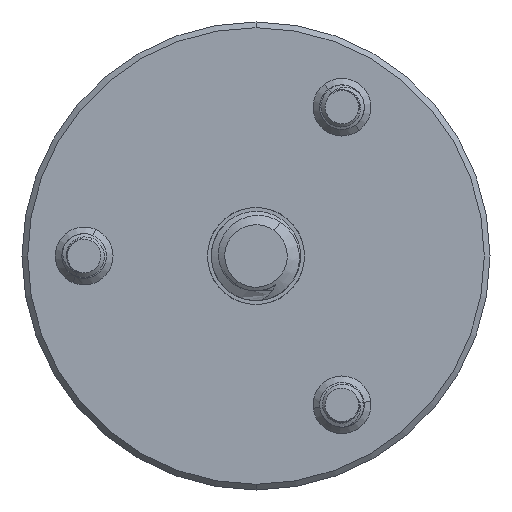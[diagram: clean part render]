
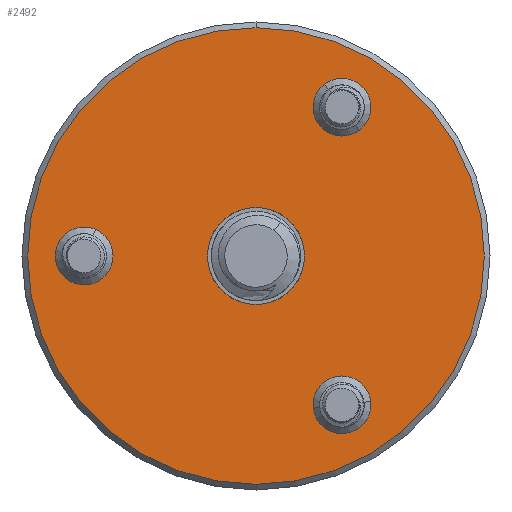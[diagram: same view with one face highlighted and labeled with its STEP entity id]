
A CAD part, front view. The second image highlights one B-rep face of the part: STEP entity #2492.
In plain terms, the highlighted planar face has unit normal (0, -1, 0).
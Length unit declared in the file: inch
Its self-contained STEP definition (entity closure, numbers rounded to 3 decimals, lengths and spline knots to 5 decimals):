
#72 = EDGE_CURVE ( 'NONE', #12383, #14466, #10297, .T. ) ;
#219 = DIRECTION ( 'NONE',  ( 0., 1., 0. ) ) ;
#334 = AXIS2_PLACEMENT_3D ( 'NONE', #11814, #4676, #13038 ) ;
#364 = ORIENTED_EDGE ( 'NONE', *, *, #4874, .T. ) ;
#410 = DIRECTION ( 'NONE',  ( 0., -1., 0. ) ) ;
#539 = VERTEX_POINT ( 'NONE', #5654 ) ;
#700 = EDGE_LOOP ( 'NONE', ( #364, #13746 ) ) ;
#1021 = DIRECTION ( 'NONE',  ( 0., 0., 1. ) ) ;
#1066 = CARTESIAN_POINT ( 'NONE',  ( 0.2275, 0., -0.47054 ) ) ;
#1327 = ORIENTED_EDGE ( 'NONE', *, *, #9171, .T. ) ;
#1386 = CARTESIAN_POINT ( 'NONE',  ( 0., 0., 0.1285 ) ) ;
#1400 = CARTESIAN_POINT ( 'NONE',  ( 0.2275, 0., 0.31754 ) ) ;
#1420 = EDGE_CURVE ( 'NONE', #14466, #12383, #5812, .T. ) ;
#1541 = VERTEX_POINT ( 'NONE', #3741 ) ;
#1954 = FACE_BOUND ( 'NONE', #700, .T. ) ;
#2406 = DIRECTION ( 'NONE',  ( 0., 1., 0. ) ) ;
#2492 = ADVANCED_FACE ( 'NONE', ( #5053, #11393, #8255, #1954, #14217 ), #9492, .F. ) ;
#2594 = VERTEX_POINT ( 'NONE', #6997 ) ;
#2950 = AXIS2_PLACEMENT_3D ( 'NONE', #9566, #9071, #9086 ) ;
#3290 = ORIENTED_EDGE ( 'NONE', *, *, #1420, .T. ) ;
#3405 = AXIS2_PLACEMENT_3D ( 'NONE', #11281, #4138, #12469 ) ;
#3415 = DIRECTION ( 'NONE',  ( 0., -1., 0. ) ) ;
#3563 = CIRCLE ( 'NONE', #8620, 0.0765 ) ;
#3575 = EDGE_CURVE ( 'NONE', #539, #3846, #11929, .T. ) ;
#3741 = CARTESIAN_POINT ( 'NONE',  ( -0.455, 0., 0.0765 ) ) ;
#3816 = AXIS2_PLACEMENT_3D ( 'NONE', #15246, #8108, #1021 ) ;
#3846 = VERTEX_POINT ( 'NONE', #11167 ) ;
#4138 = DIRECTION ( 'NONE',  ( 0., 1., 0. ) ) ;
#4372 = DIRECTION ( 'NONE',  ( 0., 1., 0. ) ) ;
#4676 = DIRECTION ( 'NONE',  ( 0., 1., 0. ) ) ;
#4764 = DIRECTION ( 'NONE',  ( 0., 0., 1. ) ) ;
#4874 = EDGE_CURVE ( 'NONE', #8424, #5727, #13798, .T. ) ;
#4907 = CARTESIAN_POINT ( 'NONE',  ( 0., 0., 0. ) ) ;
#5053 = FACE_OUTER_BOUND ( 'NONE', #6565, .T. ) ;
#5279 = VERTEX_POINT ( 'NONE', #1066 ) ;
#5654 = CARTESIAN_POINT ( 'NONE',  ( 0., 0., 0.6045 ) ) ;
#5702 = ORIENTED_EDGE ( 'NONE', *, *, #72, .T. ) ;
#5727 = VERTEX_POINT ( 'NONE', #1400 ) ;
#5809 = CARTESIAN_POINT ( 'NONE',  ( 0.2275, 0., 0.39404 ) ) ;
#5812 = CIRCLE ( 'NONE', #6600, 0.1285 ) ;
#5894 = CIRCLE ( 'NONE', #11141, 0.6045 ) ;
#6565 = EDGE_LOOP ( 'NONE', ( #11464, #12212 ) ) ;
#6600 = AXIS2_PLACEMENT_3D ( 'NONE', #14752, #9975, #7637 ) ;
#6899 = AXIS2_PLACEMENT_3D ( 'NONE', #4907, #4372, #4764 ) ;
#6997 = CARTESIAN_POINT ( 'NONE',  ( -0.455, 0., -0.0765 ) ) ;
#7024 = DIRECTION ( 'NONE',  ( 0., 0., 1. ) ) ;
#7086 = CIRCLE ( 'NONE', #3405, 0.0765 ) ;
#7328 = CARTESIAN_POINT ( 'NONE',  ( -0.455, 0., 0. ) ) ;
#7526 = CARTESIAN_POINT ( 'NONE',  ( 0., 0., 0. ) ) ;
#7637 = DIRECTION ( 'NONE',  ( 0., 0., 1. ) ) ;
#7745 = AXIS2_PLACEMENT_3D ( 'NONE', #7328, #219, #8506 ) ;
#7851 = EDGE_LOOP ( 'NONE', ( #5702, #3290 ) ) ;
#7938 = EDGE_CURVE ( 'NONE', #5727, #8424, #9896, .T. ) ;
#8042 = EDGE_CURVE ( 'NONE', #2594, #1541, #3563, .T. ) ;
#8108 = DIRECTION ( 'NONE',  ( 0., 1., 0. ) ) ;
#8255 = FACE_BOUND ( 'NONE', #14898, .T. ) ;
#8424 = VERTEX_POINT ( 'NONE', #10622 ) ;
#8506 = DIRECTION ( 'NONE',  ( 0., 0., 1. ) ) ;
#8620 = AXIS2_PLACEMENT_3D ( 'NONE', #9503, #2406, #10681 ) ;
#8692 = DIRECTION ( 'NONE',  ( 0., 0., 1. ) ) ;
#9071 = DIRECTION ( 'NONE',  ( 0., 1., 0. ) ) ;
#9086 = DIRECTION ( 'NONE',  ( 0., 0., 1. ) ) ;
#9171 = EDGE_CURVE ( 'NONE', #9987, #5279, #9897, .T. ) ;
#9492 = PLANE ( 'NONE',  #2950 ) ;
#9503 = CARTESIAN_POINT ( 'NONE',  ( -0.455, 0., 0. ) ) ;
#9566 = CARTESIAN_POINT ( 'NONE',  ( 0., 0., 0. ) ) ;
#9797 = ORIENTED_EDGE ( 'NONE', *, *, #11162, .T. ) ;
#9896 = CIRCLE ( 'NONE', #3816, 0.0765 ) ;
#9897 = CIRCLE ( 'NONE', #334, 0.0765 ) ;
#9975 = DIRECTION ( 'NONE',  ( 0., 1., 0. ) ) ;
#9987 = VERTEX_POINT ( 'NONE', #11030 ) ;
#10297 = CIRCLE ( 'NONE', #6899, 0.1285 ) ;
#10540 = CARTESIAN_POINT ( 'NONE',  ( 0., 0., 0. ) ) ;
#10622 = CARTESIAN_POINT ( 'NONE',  ( 0.2275, 0., 0.47054 ) ) ;
#10681 = DIRECTION ( 'NONE',  ( 0., 0., 1. ) ) ;
#10879 = CARTESIAN_POINT ( 'NONE',  ( 0., 0., -0.1285 ) ) ;
#11030 = CARTESIAN_POINT ( 'NONE',  ( 0.2275, 0., -0.31754 ) ) ;
#11141 = AXIS2_PLACEMENT_3D ( 'NONE', #7526, #410, #8692 ) ;
#11162 = EDGE_CURVE ( 'NONE', #1541, #2594, #14562, .T. ) ;
#11167 = CARTESIAN_POINT ( 'NONE',  ( 0., 0., -0.6045 ) ) ;
#11281 = CARTESIAN_POINT ( 'NONE',  ( 0.2275, 0., -0.39404 ) ) ;
#11368 = EDGE_CURVE ( 'NONE', #5279, #9987, #7086, .T. ) ;
#11393 = FACE_BOUND ( 'NONE', #7851, .T. ) ;
#11464 = ORIENTED_EDGE ( 'NONE', *, *, #3575, .T. ) ;
#11477 = ORIENTED_EDGE ( 'NONE', *, *, #11368, .T. ) ;
#11750 = DIRECTION ( 'NONE',  ( 0., 0., 1. ) ) ;
#11814 = CARTESIAN_POINT ( 'NONE',  ( 0.2275, 0., -0.39404 ) ) ;
#11929 = CIRCLE ( 'NONE', #12927, 0.6045 ) ;
#12196 = EDGE_LOOP ( 'NONE', ( #9797, #15316 ) ) ;
#12212 = ORIENTED_EDGE ( 'NONE', *, *, #14989, .T. ) ;
#12383 = VERTEX_POINT ( 'NONE', #1386 ) ;
#12469 = DIRECTION ( 'NONE',  ( 0., 0., 1. ) ) ;
#12927 = AXIS2_PLACEMENT_3D ( 'NONE', #10540, #3415, #11750 ) ;
#13038 = DIRECTION ( 'NONE',  ( 0., 0., 1. ) ) ;
#13746 = ORIENTED_EDGE ( 'NONE', *, *, #7938, .T. ) ;
#13798 = CIRCLE ( 'NONE', #14276, 0.0765 ) ;
#14167 = DIRECTION ( 'NONE',  ( 0., 1., 0. ) ) ;
#14217 = FACE_BOUND ( 'NONE', #12196, .T. ) ;
#14276 = AXIS2_PLACEMENT_3D ( 'NONE', #5809, #14167, #7024 ) ;
#14466 = VERTEX_POINT ( 'NONE', #10879 ) ;
#14562 = CIRCLE ( 'NONE', #7745, 0.0765 ) ;
#14752 = CARTESIAN_POINT ( 'NONE',  ( 0., 0., 0. ) ) ;
#14898 = EDGE_LOOP ( 'NONE', ( #1327, #11477 ) ) ;
#14989 = EDGE_CURVE ( 'NONE', #3846, #539, #5894, .T. ) ;
#15246 = CARTESIAN_POINT ( 'NONE',  ( 0.2275, 0., 0.39404 ) ) ;
#15316 = ORIENTED_EDGE ( 'NONE', *, *, #8042, .T. ) ;
